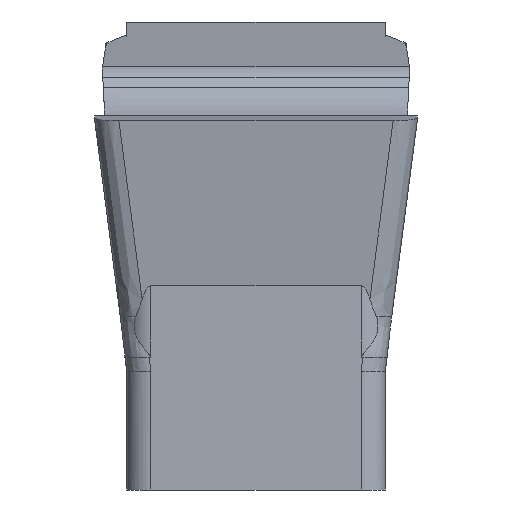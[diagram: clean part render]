
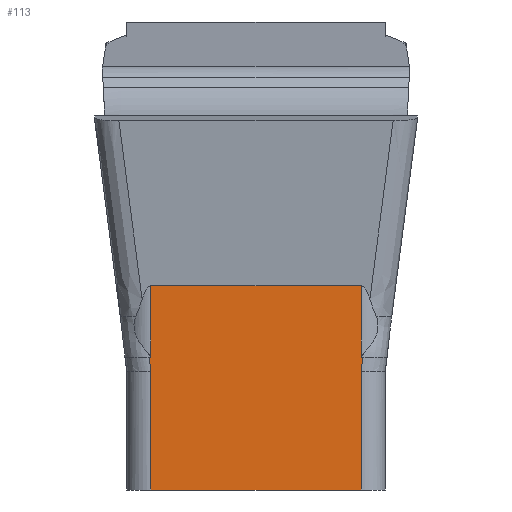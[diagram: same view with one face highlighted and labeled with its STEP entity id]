
A CAD part, front view. The second image highlights one B-rep face of the part: STEP entity #113.
In plain terms, the highlighted planar face has unit normal (0, -1, 0).
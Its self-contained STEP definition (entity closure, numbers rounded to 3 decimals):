
#113=ADVANCED_FACE('SIDE_IB_1_SU3',(#201),#163,.F.);
#163=PLANE('',#1255);
#201=FACE_OUTER_BOUND('',#263,.T.);
#263=EDGE_LOOP('',(#473,#474,#475,#476,#477,#478,#479,#480,#481,#482));
#473=ORIENTED_EDGE('',*,*,#904,.F.);
#474=ORIENTED_EDGE('',*,*,#894,.T.);
#475=ORIENTED_EDGE('',*,*,#905,.T.);
#476=ORIENTED_EDGE('',*,*,#906,.T.);
#477=ORIENTED_EDGE('',*,*,#907,.T.);
#478=ORIENTED_EDGE('',*,*,#883,.T.);
#479=ORIENTED_EDGE('',*,*,#908,.T.);
#480=ORIENTED_EDGE('',*,*,#909,.T.);
#481=ORIENTED_EDGE('',*,*,#910,.T.);
#482=ORIENTED_EDGE('',*,*,#892,.T.);
#745=VERTEX_POINT('',#2357);
#746=VERTEX_POINT('',#2359);
#751=VERTEX_POINT('',#2379);
#752=VERTEX_POINT('',#2381);
#753=VERTEX_POINT('',#2387);
#754=VERTEX_POINT('',#2388);
#759=VERTEX_POINT('',#2417);
#760=VERTEX_POINT('',#2419);
#761=VERTEX_POINT('',#2422);
#762=VERTEX_POINT('',#2424);
#883=EDGE_CURVE('',#746,#745,#992,.T.);
#892=EDGE_CURVE('',#752,#751,#995,.T.);
#894=EDGE_CURVE('',#753,#754,#996,.T.);
#904=EDGE_CURVE('',#753,#751,#1002,.T.);
#905=EDGE_CURVE('',#754,#759,#1185,.T.);
#906=EDGE_CURVE('',#759,#760,#1003,.T.);
#907=EDGE_CURVE('',#760,#746,#1004,.T.);
#908=EDGE_CURVE('',#745,#761,#1005,.T.);
#909=EDGE_CURVE('',#761,#762,#1006,.T.);
#910=EDGE_CURVE('',#762,#752,#1186,.T.);
#992=LINE('',#2358,#1072);
#995=LINE('',#2380,#1075);
#996=LINE('',#2386,#1076);
#1002=LINE('',#2412,#1082);
#1003=LINE('',#2418,#1083);
#1004=LINE('',#2420,#1084);
#1005=LINE('',#2421,#1085);
#1006=LINE('',#2423,#1086);
#1072=VECTOR('',#1360,1.);
#1075=VECTOR('',#1377,1.);
#1076=VECTOR('',#1380,1.);
#1082=VECTOR('',#1392,1.);
#1083=VECTOR('',#1393,1.);
#1084=VECTOR('',#1394,1.);
#1085=VECTOR('',#1395,1.);
#1086=VECTOR('',#1396,1.);
#1185=B_SPLINE_CURVE_WITH_KNOTS('',3,(#2413,#2414,#2415,#2416),
 .UNSPECIFIED.,.F.,.F.,(4,4),(0.,1.),.UNSPECIFIED.);
#1186=B_SPLINE_CURVE_WITH_KNOTS('',3,(#2425,#2426,#2427,#2428),
 .UNSPECIFIED.,.F.,.F.,(4,4),(0.,1.),.UNSPECIFIED.);
#1255=AXIS2_PLACEMENT_3D('',#2429,#1397,#1398);
#1360=DIRECTION('',(-1.,0.,0.));
#1377=DIRECTION('',(0.,0.,-1.));
#1380=DIRECTION('',(0.,0.,1.));
#1392=DIRECTION('',(-1.,0.,0.));
#1393=DIRECTION('',(-1.,0.,0.));
#1394=DIRECTION('',(0.,0.,1.));
#1395=DIRECTION('',(0.,0.,-1.));
#1396=DIRECTION('',(-1.,0.,0.));
#1397=DIRECTION('',(0.,1.,0.));
#1398=DIRECTION('',(0.,0.,1.));
#2357=CARTESIAN_POINT('',(-1.3,-12.201,-1.969));
#2358=CARTESIAN_POINT('',(-1.92,-12.201,-1.969));
#2359=CARTESIAN_POINT('',(1.3,-12.201,-1.969));
#2379=CARTESIAN_POINT('',(-1.3,-12.201,-4.495));
#2380=CARTESIAN_POINT('',(-1.3,-12.201,-5.995));
#2381=CARTESIAN_POINT('',(-1.3,-12.201,-3.027));
#2386=CARTESIAN_POINT('',(1.3,-12.201,-5.995));
#2387=CARTESIAN_POINT('',(1.3,-12.201,-4.495));
#2388=CARTESIAN_POINT('',(1.3,-12.201,-3.027));
#2412=CARTESIAN_POINT('',(-1.92,-12.201,-4.495));
#2413=CARTESIAN_POINT('',(1.3,-12.201,-3.027));
#2414=CARTESIAN_POINT('',(1.307,-12.201,-2.968));
#2415=CARTESIAN_POINT('',(1.314,-12.201,-2.909));
#2416=CARTESIAN_POINT('',(1.322,-12.201,-2.851));
#2417=CARTESIAN_POINT('',(1.322,-12.201,-2.851));
#2418=CARTESIAN_POINT('',(0.,-12.201,-2.851));
#2419=CARTESIAN_POINT('',(1.3,-12.201,-2.851));
#2420=CARTESIAN_POINT('',(1.3,-12.201,-5.995));
#2421=CARTESIAN_POINT('',(-1.3,-12.201,-5.995));
#2422=CARTESIAN_POINT('',(-1.3,-12.201,-2.851));
#2423=CARTESIAN_POINT('',(0.,-12.201,-2.851));
#2424=CARTESIAN_POINT('',(-1.322,-12.201,-2.851));
#2425=CARTESIAN_POINT('',(-1.322,-12.201,-2.851));
#2426=CARTESIAN_POINT('',(-1.314,-12.201,-2.909));
#2427=CARTESIAN_POINT('',(-1.307,-12.201,-2.968));
#2428=CARTESIAN_POINT('',(-1.3,-12.201,-3.027));
#2429=CARTESIAN_POINT('',(-1.92,-12.201,-5.995));
